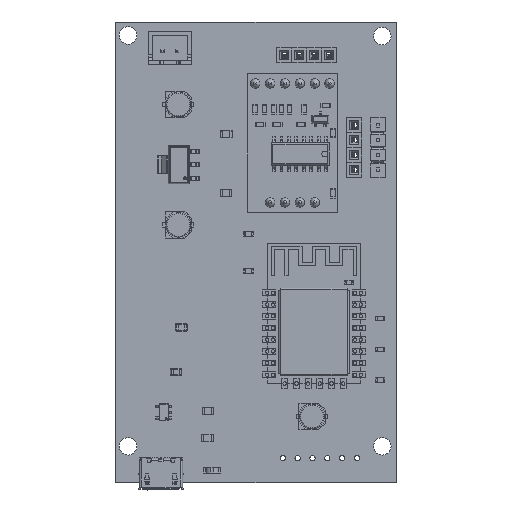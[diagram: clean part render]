
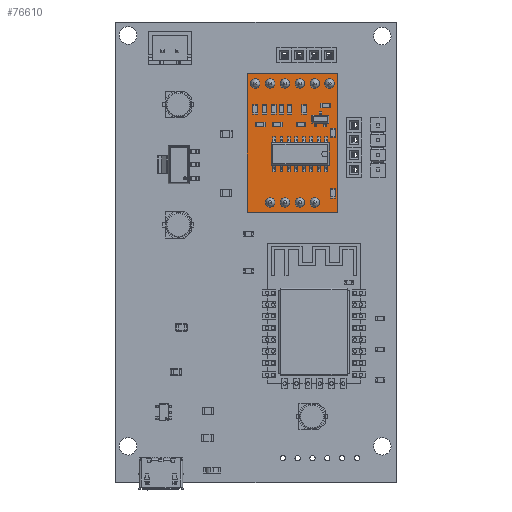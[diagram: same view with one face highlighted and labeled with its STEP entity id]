
A CAD part, top view. The second image highlights one B-rep face of the part: STEP entity #76610.
In plain terms, the highlighted planar face has unit normal (0, 0, 1).
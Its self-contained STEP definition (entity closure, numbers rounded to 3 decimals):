
#76513 = VERTEX_POINT('',#76514);
#76514 = CARTESIAN_POINT('',(-11.8,7.7,0.));
#76531 = VERTEX_POINT('',#76532);
#76532 = CARTESIAN_POINT('',(11.8,7.7,0.));
#76538 = EDGE_CURVE('',#76513,#76531,#76539,.T.);
#76539 = LINE('',#76540,#76541);
#76540 = CARTESIAN_POINT('',(-11.8,7.7,0.));
#76541 = VECTOR('',#76542,1.);
#76542 = DIRECTION('',(1.,0.,0.));
#76553 = VERTEX_POINT('',#76554);
#76554 = CARTESIAN_POINT('',(-11.8,-7.7,0.));
#76569 = EDGE_CURVE('',#76553,#76513,#76570,.T.);
#76570 = LINE('',#76571,#76572);
#76571 = CARTESIAN_POINT('',(-11.8,-7.7,0.));
#76572 = VECTOR('',#76573,1.);
#76573 = DIRECTION('',(0.,1.,0.));
#76593 = VERTEX_POINT('',#76594);
#76594 = CARTESIAN_POINT('',(11.8,-7.7,0.));
#76600 = EDGE_CURVE('',#76531,#76593,#76601,.T.);
#76601 = LINE('',#76602,#76603);
#76602 = CARTESIAN_POINT('',(11.8,7.7,0.));
#76603 = VECTOR('',#76604,1.);
#76604 = DIRECTION('',(0.,-1.,0.));
#76610 = ADVANCED_FACE('',(#76611,#76622,#76633,#76644,#76655,#76666,
    #76677,#76688,#76699,#76710,#76721),#76732,.F.);
#76611 = FACE_BOUND('',#76612,.F.);
#76612 = EDGE_LOOP('',(#76613,#76614,#76615,#76621));
#76613 = ORIENTED_EDGE('',*,*,#76538,.T.);
#76614 = ORIENTED_EDGE('',*,*,#76600,.T.);
#76615 = ORIENTED_EDGE('',*,*,#76616,.T.);
#76616 = EDGE_CURVE('',#76593,#76553,#76617,.T.);
#76617 = LINE('',#76618,#76619);
#76618 = CARTESIAN_POINT('',(11.8,-7.7,0.));
#76619 = VECTOR('',#76620,1.);
#76620 = DIRECTION('',(-1.,0.,0.));
#76621 = ORIENTED_EDGE('',*,*,#76569,.T.);
#76622 = FACE_BOUND('',#76623,.F.);
#76623 = EDGE_LOOP('',(#76624));
#76624 = ORIENTED_EDGE('',*,*,#76625,.T.);
#76625 = EDGE_CURVE('',#76626,#76626,#76628,.T.);
#76626 = VERTEX_POINT('',#76627);
#76627 = CARTESIAN_POINT('',(10.61,-3.81,0.));
#76628 = CIRCLE('',#76629,0.45);
#76629 = AXIS2_PLACEMENT_3D('',#76630,#76631,#76632);
#76630 = CARTESIAN_POINT('',(10.16,-3.81,0.));
#76631 = DIRECTION('',(0.,0.,1.));
#76632 = DIRECTION('',(1.,0.,-0.));
#76633 = FACE_BOUND('',#76634,.F.);
#76634 = EDGE_LOOP('',(#76635));
#76635 = ORIENTED_EDGE('',*,*,#76636,.T.);
#76636 = EDGE_CURVE('',#76637,#76637,#76639,.T.);
#76637 = VERTEX_POINT('',#76638);
#76638 = CARTESIAN_POINT('',(10.61,-1.27,0.));
#76639 = CIRCLE('',#76640,0.45);
#76640 = AXIS2_PLACEMENT_3D('',#76641,#76642,#76643);
#76641 = CARTESIAN_POINT('',(10.16,-1.27,0.));
#76642 = DIRECTION('',(0.,0.,1.));
#76643 = DIRECTION('',(1.,0.,-0.));
#76644 = FACE_BOUND('',#76645,.F.);
#76645 = EDGE_LOOP('',(#76646));
#76646 = ORIENTED_EDGE('',*,*,#76647,.T.);
#76647 = EDGE_CURVE('',#76648,#76648,#76650,.T.);
#76648 = VERTEX_POINT('',#76649);
#76649 = CARTESIAN_POINT('',(-9.71,-6.35,0.));
#76650 = CIRCLE('',#76651,0.45);
#76651 = AXIS2_PLACEMENT_3D('',#76652,#76653,#76654);
#76652 = CARTESIAN_POINT('',(-10.16,-6.35,0.));
#76653 = DIRECTION('',(0.,0.,1.));
#76654 = DIRECTION('',(1.,0.,-0.));
#76655 = FACE_BOUND('',#76656,.F.);
#76656 = EDGE_LOOP('',(#76657));
#76657 = ORIENTED_EDGE('',*,*,#76658,.T.);
#76658 = EDGE_CURVE('',#76659,#76659,#76661,.T.);
#76659 = VERTEX_POINT('',#76660);
#76660 = CARTESIAN_POINT('',(-9.71,-3.81,0.));
#76661 = CIRCLE('',#76662,0.45);
#76662 = AXIS2_PLACEMENT_3D('',#76663,#76664,#76665);
#76663 = CARTESIAN_POINT('',(-10.16,-3.81,0.));
#76664 = DIRECTION('',(0.,0.,1.));
#76665 = DIRECTION('',(1.,0.,-0.));
#76666 = FACE_BOUND('',#76667,.F.);
#76667 = EDGE_LOOP('',(#76668));
#76668 = ORIENTED_EDGE('',*,*,#76669,.T.);
#76669 = EDGE_CURVE('',#76670,#76670,#76672,.T.);
#76670 = VERTEX_POINT('',#76671);
#76671 = CARTESIAN_POINT('',(-9.71,-1.27,0.));
#76672 = CIRCLE('',#76673,0.45);
#76673 = AXIS2_PLACEMENT_3D('',#76674,#76675,#76676);
#76674 = CARTESIAN_POINT('',(-10.16,-1.27,0.));
#76675 = DIRECTION('',(0.,0.,1.));
#76676 = DIRECTION('',(1.,0.,-0.));
#76677 = FACE_BOUND('',#76678,.F.);
#76678 = EDGE_LOOP('',(#76679));
#76679 = ORIENTED_EDGE('',*,*,#76680,.T.);
#76680 = EDGE_CURVE('',#76681,#76681,#76683,.T.);
#76681 = VERTEX_POINT('',#76682);
#76682 = CARTESIAN_POINT('',(10.61,1.27,0.));
#76683 = CIRCLE('',#76684,0.45);
#76684 = AXIS2_PLACEMENT_3D('',#76685,#76686,#76687);
#76685 = CARTESIAN_POINT('',(10.16,1.27,0.));
#76686 = DIRECTION('',(0.,0.,1.));
#76687 = DIRECTION('',(1.,0.,-0.));
#76688 = FACE_BOUND('',#76689,.F.);
#76689 = EDGE_LOOP('',(#76690));
#76690 = ORIENTED_EDGE('',*,*,#76691,.T.);
#76691 = EDGE_CURVE('',#76692,#76692,#76694,.T.);
#76692 = VERTEX_POINT('',#76693);
#76693 = CARTESIAN_POINT('',(10.61,3.81,0.));
#76694 = CIRCLE('',#76695,0.45);
#76695 = AXIS2_PLACEMENT_3D('',#76696,#76697,#76698);
#76696 = CARTESIAN_POINT('',(10.16,3.81,0.));
#76697 = DIRECTION('',(0.,0.,1.));
#76698 = DIRECTION('',(1.,0.,-0.));
#76699 = FACE_BOUND('',#76700,.F.);
#76700 = EDGE_LOOP('',(#76701));
#76701 = ORIENTED_EDGE('',*,*,#76702,.T.);
#76702 = EDGE_CURVE('',#76703,#76703,#76705,.T.);
#76703 = VERTEX_POINT('',#76704);
#76704 = CARTESIAN_POINT('',(-9.71,1.27,0.));
#76705 = CIRCLE('',#76706,0.45);
#76706 = AXIS2_PLACEMENT_3D('',#76707,#76708,#76709);
#76707 = CARTESIAN_POINT('',(-10.16,1.27,0.));
#76708 = DIRECTION('',(0.,0.,1.));
#76709 = DIRECTION('',(1.,0.,-0.));
#76710 = FACE_BOUND('',#76711,.F.);
#76711 = EDGE_LOOP('',(#76712));
#76712 = ORIENTED_EDGE('',*,*,#76713,.T.);
#76713 = EDGE_CURVE('',#76714,#76714,#76716,.T.);
#76714 = VERTEX_POINT('',#76715);
#76715 = CARTESIAN_POINT('',(-9.71,3.81,0.));
#76716 = CIRCLE('',#76717,0.45);
#76717 = AXIS2_PLACEMENT_3D('',#76718,#76719,#76720);
#76718 = CARTESIAN_POINT('',(-10.16,3.81,0.));
#76719 = DIRECTION('',(0.,0.,1.));
#76720 = DIRECTION('',(1.,0.,-0.));
#76721 = FACE_BOUND('',#76722,.F.);
#76722 = EDGE_LOOP('',(#76723));
#76723 = ORIENTED_EDGE('',*,*,#76724,.T.);
#76724 = EDGE_CURVE('',#76725,#76725,#76727,.T.);
#76725 = VERTEX_POINT('',#76726);
#76726 = CARTESIAN_POINT('',(-9.71,6.35,0.));
#76727 = CIRCLE('',#76728,0.45);
#76728 = AXIS2_PLACEMENT_3D('',#76729,#76730,#76731);
#76729 = CARTESIAN_POINT('',(-10.16,6.35,0.));
#76730 = DIRECTION('',(0.,0.,1.));
#76731 = DIRECTION('',(1.,0.,-0.));
#76732 = PLANE('',#76733);
#76733 = AXIS2_PLACEMENT_3D('',#76734,#76735,#76736);
#76734 = CARTESIAN_POINT('',(0.,0.,0.));
#76735 = DIRECTION('',(-0.,-0.,-1.));
#76736 = DIRECTION('',(-1.,0.,0.));
